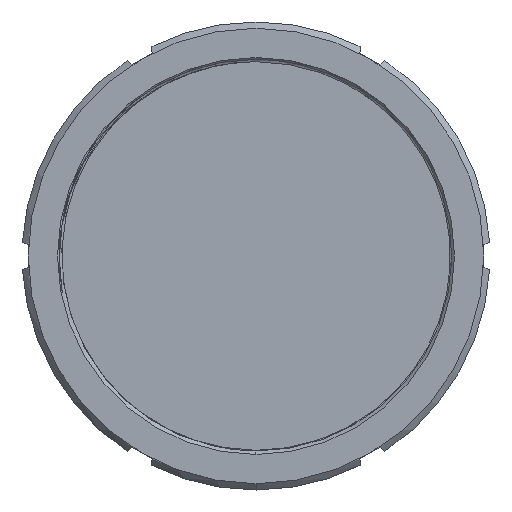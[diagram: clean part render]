
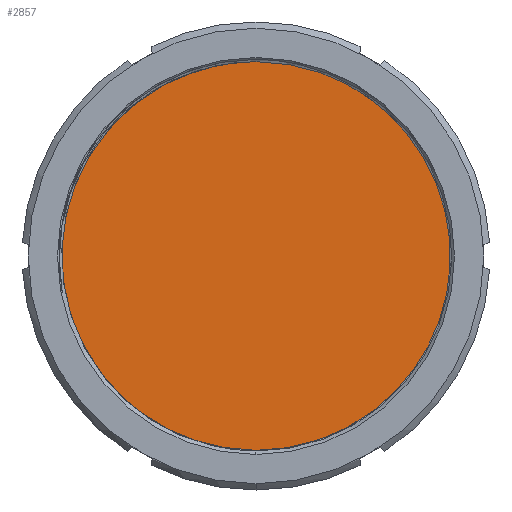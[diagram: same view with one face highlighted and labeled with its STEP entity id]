
A CAD part, left-side view. The second image highlights one B-rep face of the part: STEP entity #2857.
In plain terms, the highlighted planar face has unit normal (-1, 0, 0).
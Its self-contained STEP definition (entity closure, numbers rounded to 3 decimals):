
#65 = DIRECTION ( 'NONE',  ( 0., 0., -1. ) ) ;
#203 = DIRECTION ( 'NONE',  ( 0., 0., 1. ) ) ;
#239 = VERTEX_POINT ( 'NONE', #2835 ) ;
#380 = CIRCLE ( 'NONE', #2772, 47. ) ;
#407 = FACE_OUTER_BOUND ( 'NONE', #2324, .T. ) ;
#411 = VERTEX_POINT ( 'NONE', #984 ) ;
#424 = ORIENTED_EDGE ( 'NONE', *, *, #3251, .T. ) ;
#759 = DIRECTION ( 'NONE',  ( 0., 0., 1. ) ) ;
#893 = CARTESIAN_POINT ( 'NONE',  ( 11.38, 0., 0. ) ) ;
#984 = CARTESIAN_POINT ( 'NONE',  ( 11.38, 0., 47. ) ) ;
#1657 = EDGE_CURVE ( 'NONE', #411, #239, #380, .T. ) ;
#1870 = AXIS2_PLACEMENT_3D ( 'NONE', #893, #3132, #203 ) ;
#1987 = DIRECTION ( 'NONE',  ( 1., 0., 0. ) ) ;
#2015 = ORIENTED_EDGE ( 'NONE', *, *, #1657, .T. ) ;
#2324 = EDGE_LOOP ( 'NONE', ( #2015, #424 ) ) ;
#2611 = CIRCLE ( 'NONE', #1870, 47. ) ;
#2696 = CARTESIAN_POINT ( 'NONE',  ( 11.38, 47., 0. ) ) ;
#2759 = DIRECTION ( 'NONE',  ( -1., 0., 0. ) ) ;
#2772 = AXIS2_PLACEMENT_3D ( 'NONE', #3699, #2759, #759 ) ;
#2811 = AXIS2_PLACEMENT_3D ( 'NONE', #2696, #1987, #65 ) ;
#2835 = CARTESIAN_POINT ( 'NONE',  ( 11.38, 0., -47. ) ) ;
#2857 = ADVANCED_FACE ( 'NONE', ( #407 ), #3368, .F. ) ;
#3132 = DIRECTION ( 'NONE',  ( -1., 0., 0. ) ) ;
#3251 = EDGE_CURVE ( 'NONE', #239, #411, #2611, .T. ) ;
#3368 = PLANE ( 'NONE',  #2811 ) ;
#3699 = CARTESIAN_POINT ( 'NONE',  ( 11.38, 0., 0. ) ) ;
